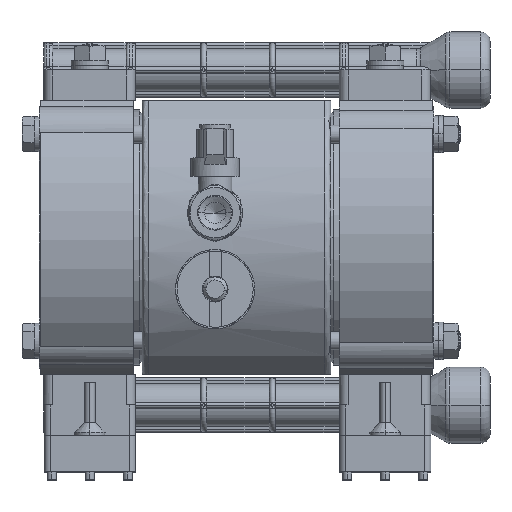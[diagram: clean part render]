
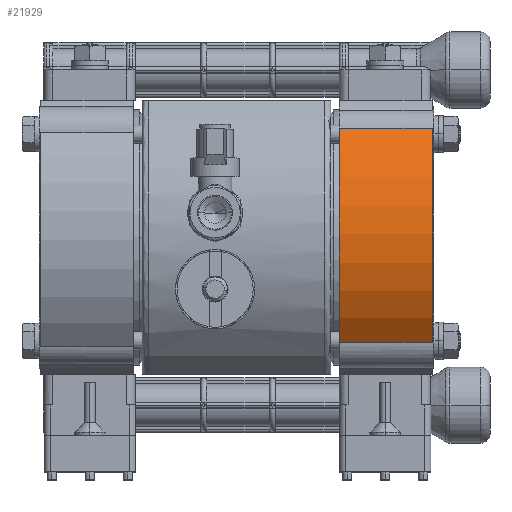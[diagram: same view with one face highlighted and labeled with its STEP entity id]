
A CAD part, top view. The second image highlights one B-rep face of the part: STEP entity #21929.
In plain terms, the highlighted cylindrical face has radius 55 mm (diameter 110 mm), a partial arc.
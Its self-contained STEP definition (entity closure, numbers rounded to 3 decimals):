
#2266 = VERTEX_POINT ( 'NONE', #54182 ) ;
#2281 = EDGE_CURVE ( 'NONE', #2266, #2307, #54234, .T. ) ;
#2307 = VERTEX_POINT ( 'NONE', #54207 ) ;
#2386 = VERTEX_POINT ( 'NONE', #54310 ) ;
#2390 = EDGE_CURVE ( 'NONE', #2386, #2429, #54309, .T. ) ;
#2429 = VERTEX_POINT ( 'NONE', #54391 ) ;
#18385 = EDGE_CURVE ( 'NONE', #2429, #2266, #19030, .T. ) ;
#19024 = DIRECTION ( 'NONE',  ( 0., 1., 0. ) ) ;
#19026 = DIRECTION ( 'NONE',  ( 1., 0., 0. ) ) ;
#19027 = CARTESIAN_POINT ( 'NONE',  ( 52.8, 0., 0. ) ) ;
#19028 = AXIS2_PLACEMENT_3D ( 'NONE', #19027, #19026, #19024 ) ;
#19030 = CIRCLE ( 'NONE', #19028, 55. ) ;
#21929 = ADVANCED_FACE ( 'NONE', ( #30172 ), #30163, .T. ) ;
#21930 = EDGE_LOOP ( 'NONE', ( #22019, #22020, #22021, #22022 ) ) ;
#22019 = ORIENTED_EDGE ( 'NONE', *, *, #2281, .F. ) ;
#22020 = ORIENTED_EDGE ( 'NONE', *, *, #18385, .F. ) ;
#22021 = ORIENTED_EDGE ( 'NONE', *, *, #2390, .F. ) ;
#22022 = ORIENTED_EDGE ( 'NONE', *, *, #22023, .T. ) ;
#22023 = EDGE_CURVE ( 'NONE', #2386, #2307, #30887, .T. ) ;
#30151 = DIRECTION ( 'NONE',  ( 0., 1., 0. ) ) ;
#30153 = DIRECTION ( 'NONE',  ( 1., 0., 0. ) ) ;
#30154 = CARTESIAN_POINT ( 'NONE',  ( 52.8, 0., 0. ) ) ;
#30156 = AXIS2_PLACEMENT_3D ( 'NONE', #30154, #30153, #30151 ) ;
#30163 = CYLINDRICAL_SURFACE ( 'NONE', #30156, 55. ) ;
#30172 = FACE_OUTER_BOUND ( 'NONE', #21930, .T. ) ;
#30880 = DIRECTION ( 'NONE',  ( 0., 1., 0. ) ) ;
#30882 = DIRECTION ( 'NONE',  ( 1., 0., 0. ) ) ;
#30884 = CARTESIAN_POINT ( 'NONE',  ( 22.3, 0., 0. ) ) ;
#30886 = AXIS2_PLACEMENT_3D ( 'NONE', #30884, #30882, #30880 ) ;
#30887 = CIRCLE ( 'NONE', #30886, 55. ) ;
#54182 = CARTESIAN_POINT ( 'NONE',  ( 52.8, -34.38, 42.93 ) ) ;
#54207 = CARTESIAN_POINT ( 'NONE',  ( 22.3, -34.38, 42.93 ) ) ;
#54231 = DIRECTION ( 'NONE',  ( -1., 0., 0. ) ) ;
#54232 = VECTOR ( 'NONE', #54231, 1000. ) ;
#54233 = CARTESIAN_POINT ( 'NONE',  ( 37.8, -34.38, 42.93 ) ) ;
#54234 = LINE ( 'NONE', #54233, #54232 ) ;
#54306 = DIRECTION ( 'NONE',  ( 1., 0., 0. ) ) ;
#54307 = VECTOR ( 'NONE', #54306, 1000. ) ;
#54308 = CARTESIAN_POINT ( 'NONE',  ( 37.8, 35.851, 41.71 ) ) ;
#54309 = LINE ( 'NONE', #54308, #54307 ) ;
#54310 = CARTESIAN_POINT ( 'NONE',  ( 22.3, 35.851, 41.71 ) ) ;
#54391 = CARTESIAN_POINT ( 'NONE',  ( 52.8, 35.851, 41.71 ) ) ;
